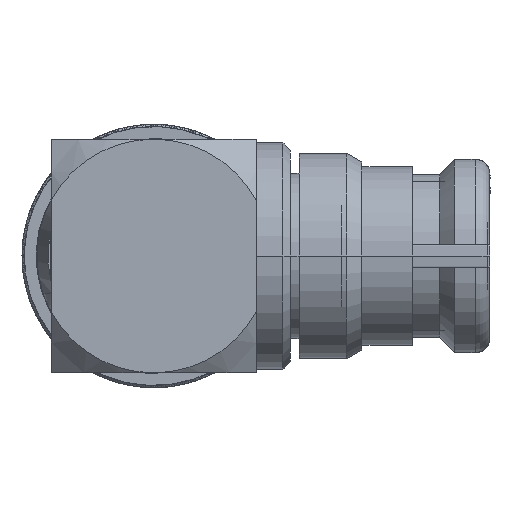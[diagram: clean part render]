
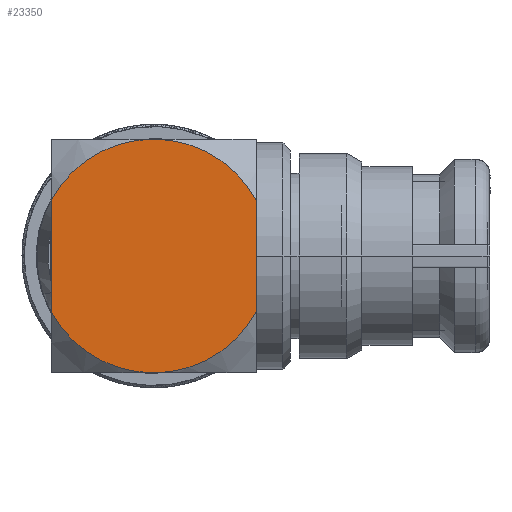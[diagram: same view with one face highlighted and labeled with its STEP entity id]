
A CAD part, left-side view. The second image highlights one B-rep face of the part: STEP entity #23350.
In plain terms, the highlighted face is planar.
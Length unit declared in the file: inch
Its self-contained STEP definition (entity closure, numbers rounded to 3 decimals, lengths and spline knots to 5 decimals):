
#2136 = CARTESIAN_POINT ( 'NONE',  ( 0.295, -0.0785, -0.0785 ) ) ;
#2162 = CARTESIAN_POINT ( 'NONE',  ( 0.226, 0., -0.0785 ) ) ;
#3653 = DIRECTION ( 'NONE',  ( 0., 0., 1. ) ) ;
#4466 = VERTEX_POINT ( 'NONE', #53200 ) ;
#5569 = DIRECTION ( 'NONE',  ( 0., 0., -1. ) ) ;
#6824 = EDGE_LOOP ( 'NONE', ( #35312, #68084, #57013, #80566, #79065, #7858 ) ) ;
#7858 = ORIENTED_EDGE ( 'NONE', *, *, #73944, .T. ) ;
#8049 = VERTEX_POINT ( 'NONE', #11604 ) ;
#9306 = CARTESIAN_POINT ( 'NONE',  ( 0.226, 0., -0.0785 ) ) ;
#9932 = PLANE ( 'NONE',  #32191 ) ;
#9959 = DIRECTION ( 'NONE',  ( 0., 0., 1. ) ) ;
#11458 = FACE_OUTER_BOUND ( 'NONE', #6824, .T. ) ;
#11604 = CARTESIAN_POINT ( 'NONE',  ( 0.226, 0.0785, -0.0785 ) ) ;
#12785 = CARTESIAN_POINT ( 'NONE',  ( 0.295, -0.0785, -0.0785 ) ) ;
#16298 = CARTESIAN_POINT ( 'NONE',  ( 0.226, 0., -0.0785 ) ) ;
#16368 = AXIS2_PLACEMENT_3D ( 'NONE', #2162, #9959, #80250 ) ;
#23350 = ADVANCED_FACE ( 'NONE', ( #11458 ), #9932, .F. ) ;
#23692 = DIRECTION ( 'NONE',  ( 0., 1., 0. ) ) ;
#25080 = CARTESIAN_POINT ( 'NONE',  ( 0.226, -0.0785, -0.0785 ) ) ;
#25530 = CARTESIAN_POINT ( 'NONE',  ( 0.157, -0.03743, -0.0785 ) ) ;
#26575 = DIRECTION ( 'NONE',  ( 1., 0., 0. ) ) ;
#28160 = VERTEX_POINT ( 'NONE', #79070 ) ;
#29707 = VECTOR ( 'NONE', #23692, 39.37008 ) ;
#31366 = DIRECTION ( 'NONE',  ( 0., 0., 1. ) ) ;
#32191 = AXIS2_PLACEMENT_3D ( 'NONE', #2136, #3653, #26575 ) ;
#33438 = VERTEX_POINT ( 'NONE', #25080 ) ;
#33676 = VERTEX_POINT ( 'NONE', #34639 ) ;
#34639 = CARTESIAN_POINT ( 'NONE',  ( 0.295, -0.03743, -0.0785 ) ) ;
#35312 = ORIENTED_EDGE ( 'NONE', *, *, #48075, .F. ) ;
#36901 = VERTEX_POINT ( 'NONE', #25530 ) ;
#37947 = CIRCLE ( 'NONE', #16368, 0.0785 ) ;
#40747 = AXIS2_PLACEMENT_3D ( 'NONE', #45082, #5569, #71107 ) ;
#41252 = DIRECTION ( 'NONE',  ( 1., 0., 0. ) ) ;
#41650 = LINE ( 'NONE', #64576, #65635 ) ;
#42151 = DIRECTION ( 'NONE',  ( 0., 1., 0. ) ) ;
#45082 = CARTESIAN_POINT ( 'NONE',  ( 0.226, 0., -0.0785 ) ) ;
#45378 = AXIS2_PLACEMENT_3D ( 'NONE', #16298, #31366, #41252 ) ;
#46178 = AXIS2_PLACEMENT_3D ( 'NONE', #9306, #72798, #71251 ) ;
#48075 = EDGE_CURVE ( 'NONE', #28160, #8049, #54462, .T. ) ;
#49968 = EDGE_CURVE ( 'NONE', #36901, #33438, #37947, .T. ) ;
#52202 = EDGE_CURVE ( 'NONE', #33676, #28160, #52327, .T. ) ;
#52327 = LINE ( 'NONE', #12785, #29707 ) ;
#53200 = CARTESIAN_POINT ( 'NONE',  ( 0.157, 0.03743, -0.0785 ) ) ;
#54462 = CIRCLE ( 'NONE', #46178, 0.0785 ) ;
#57013 = ORIENTED_EDGE ( 'NONE', *, *, #79508, .F. ) ;
#64576 = CARTESIAN_POINT ( 'NONE',  ( 0.157, -0.0785, -0.0785 ) ) ;
#65635 = VECTOR ( 'NONE', #42151, 39.37008 ) ;
#68084 = ORIENTED_EDGE ( 'NONE', *, *, #52202, .F. ) ;
#71107 = DIRECTION ( 'NONE',  ( -1., 0., 0. ) ) ;
#71251 = DIRECTION ( 'NONE',  ( 1., 0., 0. ) ) ;
#71957 = CIRCLE ( 'NONE', #45378, 0.0785 ) ;
#72798 = DIRECTION ( 'NONE',  ( 0., 0., 1. ) ) ;
#73551 = EDGE_CURVE ( 'NONE', #36901, #4466, #41650, .T. ) ;
#73944 = EDGE_CURVE ( 'NONE', #4466, #8049, #95607, .T. ) ;
#79065 = ORIENTED_EDGE ( 'NONE', *, *, #73551, .T. ) ;
#79070 = CARTESIAN_POINT ( 'NONE',  ( 0.295, 0.03743, -0.0785 ) ) ;
#79508 = EDGE_CURVE ( 'NONE', #33438, #33676, #71957, .T. ) ;
#80250 = DIRECTION ( 'NONE',  ( 1., 0., 0. ) ) ;
#80566 = ORIENTED_EDGE ( 'NONE', *, *, #49968, .F. ) ;
#95607 = CIRCLE ( 'NONE', #40747, 0.0785 ) ;
